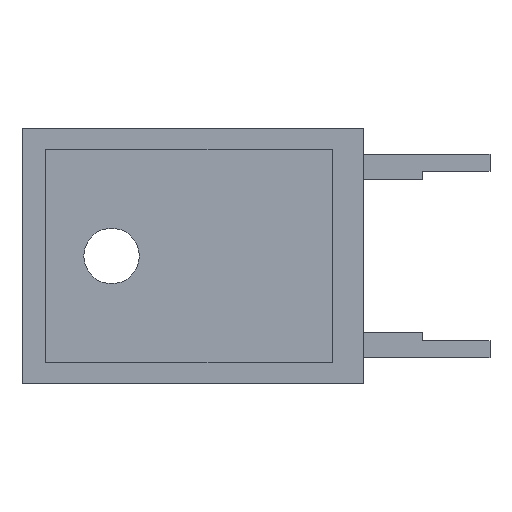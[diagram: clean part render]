
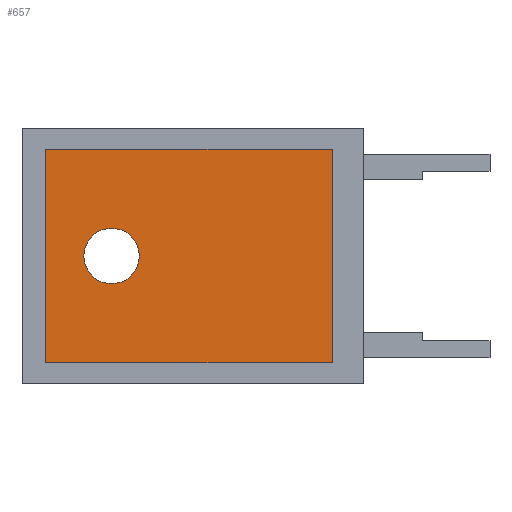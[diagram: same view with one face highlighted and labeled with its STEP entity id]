
A CAD part, left-side view. The second image highlights one B-rep face of the part: STEP entity #657.
In plain terms, the highlighted planar face has unit normal (-1, 0, 0).
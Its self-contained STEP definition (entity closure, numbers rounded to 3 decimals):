
#22=CIRCLE('',#709,1.651);
#30=FACE_BOUND('',#108,.T.);
#69=FACE_OUTER_BOUND('',#107,.T.);
#107=EDGE_LOOP('',(#493,#494,#495,#496));
#108=EDGE_LOOP('',(#497));
#161=LINE('',#969,#239);
#165=LINE('',#977,#243);
#168=LINE('',#983,#246);
#170=LINE('',#986,#248);
#239=VECTOR('',#787,1000.);
#243=VECTOR('',#793,1000.);
#246=VECTOR('',#798,1000.);
#248=VECTOR('',#802,1000.);
#311=VERTEX_POINT('',#966);
#312=VERTEX_POINT('',#968);
#315=VERTEX_POINT('',#975);
#317=VERTEX_POINT('',#981);
#322=VERTEX_POINT('',#998);
#372=EDGE_CURVE('',#312,#311,#161,.T.);
#376=EDGE_CURVE('',#311,#315,#165,.T.);
#379=EDGE_CURVE('',#315,#317,#168,.T.);
#381=EDGE_CURVE('',#317,#312,#170,.T.);
#387=EDGE_CURVE('',#322,#322,#22,.T.);
#493=ORIENTED_EDGE('',*,*,#379,.T.);
#494=ORIENTED_EDGE('',*,*,#381,.T.);
#495=ORIENTED_EDGE('',*,*,#372,.T.);
#496=ORIENTED_EDGE('',*,*,#376,.T.);
#497=ORIENTED_EDGE('',*,*,#387,.T.);
#624=PLANE('',#708);
#657=ADVANCED_FACE('',(#69,#30),#624,.T.);
#708=AXIS2_PLACEMENT_3D('',#997,#810,#811);
#709=AXIS2_PLACEMENT_3D('',#999,#812,#813);
#787=DIRECTION('',(0.,-1.,0.));
#793=DIRECTION('',(0.,0.,1.));
#798=DIRECTION('',(0.,1.,0.));
#802=DIRECTION('',(0.,0.,-1.));
#810=DIRECTION('center_axis',(-1.,0.,0.));
#811=DIRECTION('ref_axis',(0.,0.,1.));
#812=DIRECTION('center_axis',(1.,0.,0.));
#813=DIRECTION('ref_axis',(0.,0.,-1.));
#966=CARTESIAN_POINT('',(-2.311,-13.15,-6.35));
#968=CARTESIAN_POINT('',(-2.311,3.929,-6.35));
#969=CARTESIAN_POINT('',(-2.311,0.,-6.35));
#975=CARTESIAN_POINT('',(-2.311,-13.15,6.35));
#977=CARTESIAN_POINT('',(-2.311,-13.15,0.));
#981=CARTESIAN_POINT('',(-2.311,3.929,6.35));
#983=CARTESIAN_POINT('',(-2.311,0.,6.35));
#986=CARTESIAN_POINT('',(-2.311,3.929,0.));
#997=CARTESIAN_POINT('Origin',(-2.311,0.,0.));
#998=CARTESIAN_POINT('',(-2.311,0.,1.651));
#999=CARTESIAN_POINT('Origin',(-2.311,0.,0.));
